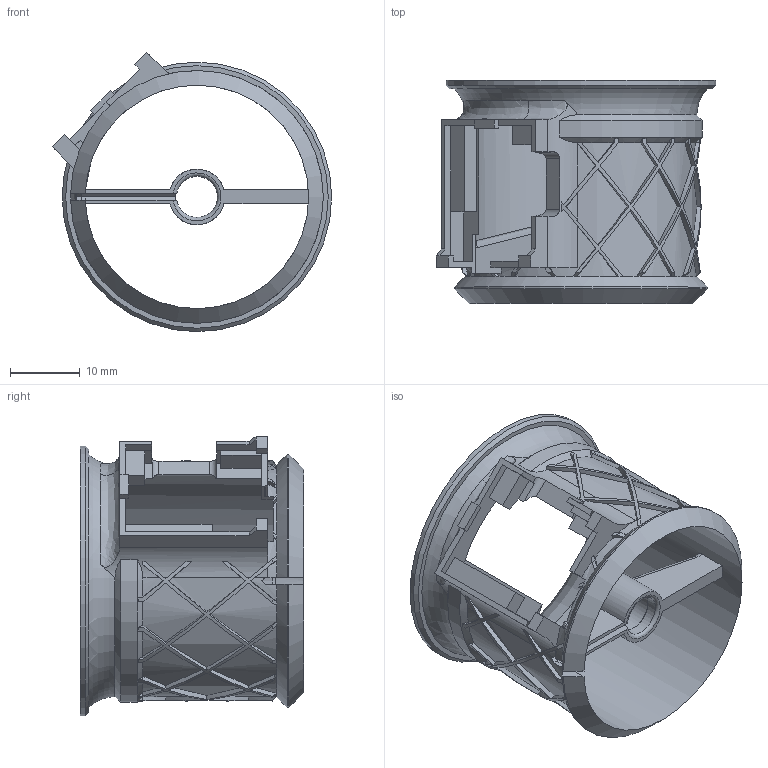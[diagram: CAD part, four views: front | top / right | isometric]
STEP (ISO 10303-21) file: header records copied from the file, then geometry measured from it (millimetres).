
FILE_DESCRIPTION(/* description */ (''),/* implementation_level */ '2;1');
FILE_NAME(/* name */ 'Duct Housing_V3.2.step',/* time_stamp */ '2022-08-09T08:18:44-07:00',/* author */ (''),/* organization */ (''),/* preprocessor_version */ 'ST-DEVELOPER v19',/* originating_system */ 'Autodesk Translation Framework v11.7.0.108',/* authorisation */ '');
FILE_SCHEMA (('AUTOMOTIVE_DESIGN { 1 0 10303 214 3 1 1 }'));
Length unit declared in the file: millimetre
Products named in the file (1): Duct Housing_V3.2
Bounding box: 40.01 x 31.94 x 40.01 mm (x, y, z)
Volume: 3405.3 mm3; surface area: 8424.3 mm2
Topology: 1 solids, 1 shells, 371 faces, 1011 edges, 646 vertices
Faces by surface type: bspline 160, plane 109, cylinder 73, cone 24, torus 5
Full cylindrical faces by diameter (mm): 6.125 x1, 32 x1, 38.6 x1
Entity records: 14737 total; most frequent: CARTESIAN_POINT 6657, ORIENTED_EDGE 2022, DIRECTION 1114, EDGE_CURVE 1011, VERTEX_POINT 646, B_SPLINE_CURVE_WITH_KNOTS 487, AXIS2_PLACEMENT_3D 384, EDGE_LOOP 383
